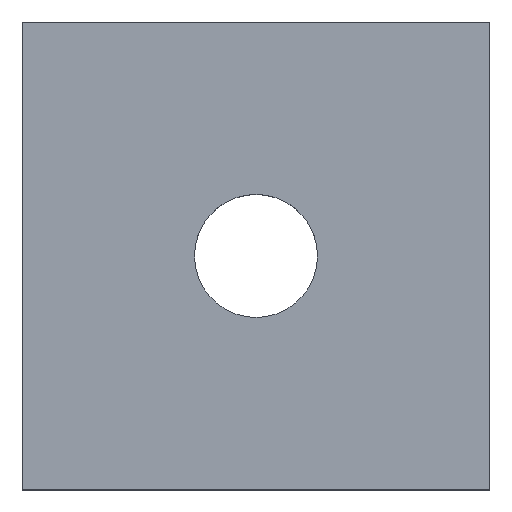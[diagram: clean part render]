
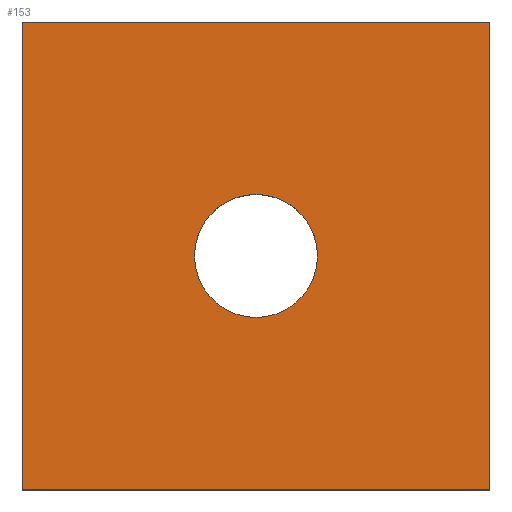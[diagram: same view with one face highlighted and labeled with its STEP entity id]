
A CAD part, top view. The second image highlights one B-rep face of the part: STEP entity #153.
In plain terms, the highlighted planar face has unit normal (0, 0, 1).
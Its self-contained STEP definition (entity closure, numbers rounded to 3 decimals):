
#12 = DIRECTION ( 'NONE',  ( -1., 0., 0. ) ) ;
#13 = VERTEX_POINT ( 'NONE', #208 ) ;
#15 = DIRECTION ( 'NONE',  ( 1., 0., 0. ) ) ;
#31 = AXIS2_PLACEMENT_3D ( 'NONE', #258, #55, #15 ) ;
#32 = DIRECTION ( 'NONE',  ( 0., 0., -1. ) ) ;
#35 = DIRECTION ( 'NONE',  ( 0., 1., 0. ) ) ;
#38 = CARTESIAN_POINT ( 'NONE',  ( 0., 19., 4. ) ) ;
#42 = EDGE_LOOP ( 'NONE', ( #150, #60 ) ) ;
#48 = CIRCLE ( 'NONE', #31, 2.5 ) ;
#51 = FACE_BOUND ( 'NONE', #42, .T. ) ;
#55 = DIRECTION ( 'NONE',  ( 0., 0., -1. ) ) ;
#57 = ORIENTED_EDGE ( 'NONE', *, *, #160, .F. ) ;
#59 = VERTEX_POINT ( 'NONE', #86 ) ;
#60 = ORIENTED_EDGE ( 'NONE', *, *, #157, .T. ) ;
#62 = VECTOR ( 'NONE', #92, 1000. ) ;
#81 = EDGE_CURVE ( 'NONE', #59, #132, #114, .T. ) ;
#86 = CARTESIAN_POINT ( 'NONE',  ( 19., 19., 4. ) ) ;
#90 = CARTESIAN_POINT ( 'NONE',  ( 0., 19., 4. ) ) ;
#92 = DIRECTION ( 'NONE',  ( -1., 0., 0. ) ) ;
#95 = CARTESIAN_POINT ( 'NONE',  ( 0., 0., 4. ) ) ;
#100 = CIRCLE ( 'NONE', #164, 2.5 ) ;
#101 = EDGE_CURVE ( 'NONE', #13, #184, #100, .T. ) ;
#114 = LINE ( 'NONE', #174, #173 ) ;
#123 = LINE ( 'NONE', #145, #204 ) ;
#128 = ORIENTED_EDGE ( 'NONE', *, *, #176, .F. ) ;
#132 = VERTEX_POINT ( 'NONE', #213 ) ;
#133 = DIRECTION ( 'NONE',  ( 1., 0., 0. ) ) ;
#134 = EDGE_CURVE ( 'NONE', #209, #59, #135, .T. ) ;
#135 = LINE ( 'NONE', #90, #179 ) ;
#140 = DIRECTION ( 'NONE',  ( 0., 0., -1. ) ) ;
#141 = PLANE ( 'NONE',  #224 ) ;
#142 = CARTESIAN_POINT ( 'NONE',  ( 12., 9.5, 4. ) ) ;
#145 = CARTESIAN_POINT ( 'NONE',  ( 0., 0., 4. ) ) ;
#150 = ORIENTED_EDGE ( 'NONE', *, *, #101, .T. ) ;
#153 = ADVANCED_FACE ( 'NONE', ( #51, #232 ), #141, .F. ) ;
#155 = CARTESIAN_POINT ( 'NONE',  ( 9.5, 9.5, 4. ) ) ;
#157 = EDGE_CURVE ( 'NONE', #184, #13, #48, .T. ) ;
#160 = EDGE_CURVE ( 'NONE', #225, #209, #123, .T. ) ;
#164 = AXIS2_PLACEMENT_3D ( 'NONE', #155, #32, #133 ) ;
#166 = EDGE_LOOP ( 'NONE', ( #128, #227, #244, #57 ) ) ;
#173 = VECTOR ( 'NONE', #177, 1000. ) ;
#174 = CARTESIAN_POINT ( 'NONE',  ( 19., 19., 4. ) ) ;
#176 = EDGE_CURVE ( 'NONE', #132, #225, #235, .T. ) ;
#177 = DIRECTION ( 'NONE',  ( 0., -1., 0. ) ) ;
#179 = VECTOR ( 'NONE', #231, 1000. ) ;
#184 = VERTEX_POINT ( 'NONE', #142 ) ;
#204 = VECTOR ( 'NONE', #35, 1000. ) ;
#208 = CARTESIAN_POINT ( 'NONE',  ( 7., 9.5, 4. ) ) ;
#209 = VERTEX_POINT ( 'NONE', #38 ) ;
#213 = CARTESIAN_POINT ( 'NONE',  ( 19., 0., 4. ) ) ;
#224 = AXIS2_PLACEMENT_3D ( 'NONE', #95, #140, #12 ) ;
#225 = VERTEX_POINT ( 'NONE', #237 ) ;
#227 = ORIENTED_EDGE ( 'NONE', *, *, #81, .F. ) ;
#231 = DIRECTION ( 'NONE',  ( 1., 0., 0. ) ) ;
#232 = FACE_OUTER_BOUND ( 'NONE', #166, .T. ) ;
#235 = LINE ( 'NONE', #256, #62 ) ;
#237 = CARTESIAN_POINT ( 'NONE',  ( 0., 0., 4. ) ) ;
#244 = ORIENTED_EDGE ( 'NONE', *, *, #134, .F. ) ;
#256 = CARTESIAN_POINT ( 'NONE',  ( 19., 0., 4. ) ) ;
#258 = CARTESIAN_POINT ( 'NONE',  ( 9.5, 9.5, 4. ) ) ;
